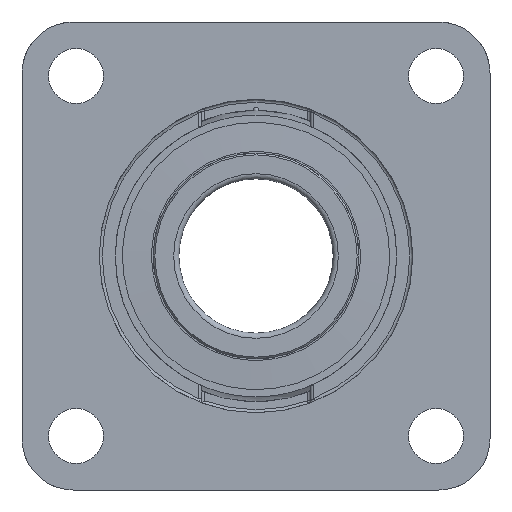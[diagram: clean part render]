
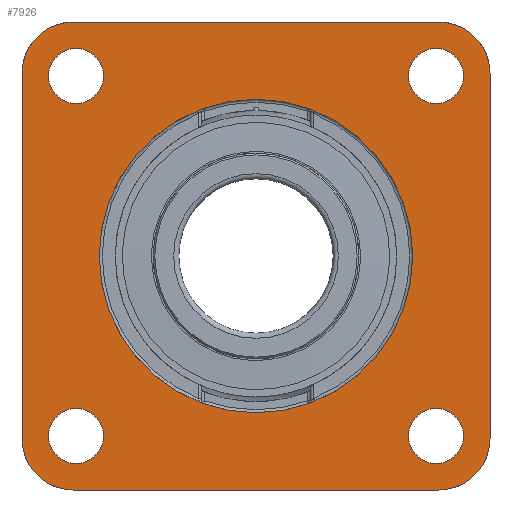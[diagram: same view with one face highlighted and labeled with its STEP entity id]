
A CAD part, left-side view. The second image highlights one B-rep face of the part: STEP entity #7926.
In plain terms, the highlighted face is planar.
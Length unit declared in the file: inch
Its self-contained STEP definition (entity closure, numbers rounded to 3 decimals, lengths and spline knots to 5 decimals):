
#3535=CARTESIAN_POINT('',(2.09646,-2.68701,0.));
#3536=VERTEX_POINT('',#3535);
#3543=CARTESIAN_POINT('',(2.68701,-2.09646,0.));
#3544=VERTEX_POINT('',#3543);
#3545=CARTESIAN_POINT('',(2.09646,-2.09646,0.));
#3546=DIRECTION('',(-0.,-0.,1.));
#3547=DIRECTION('',(1.,0.,0.));
#3548=AXIS2_PLACEMENT_3D('',#3545,#3546,#3547);
#3549=CIRCLE('',#3548,0.59055);
#3550=EDGE_CURVE('',#3536,#3544,#3549,.T.);
#5477=CARTESIAN_POINT('',(-0.,-1.8,-0.));
#5478=VERTEX_POINT('',#5477);
#5504=CARTESIAN_POINT('',(-0.,1.8,0.));
#5505=VERTEX_POINT('',#5504);
#5506=CARTESIAN_POINT('',(-0.,0.,0.));
#5507=DIRECTION('',(-0.,-0.,1.));
#5508=DIRECTION('',(-0.,1.,0.));
#5509=AXIS2_PLACEMENT_3D('',#5506,#5507,#5508);
#5510=CIRCLE('',#5509,1.8);
#5511=EDGE_CURVE('',#5505,#5478,#5510,.T.);
#5513=CARTESIAN_POINT('',(-0.,0.,0.));
#5514=DIRECTION('',(-0.,-0.,1.));
#5515=DIRECTION('',(-0.,1.,0.));
#5516=AXIS2_PLACEMENT_3D('',#5513,#5514,#5515);
#5517=CIRCLE('',#5516,1.8);
#5518=EDGE_CURVE('',#5478,#5505,#5517,.T.);
#7405=CARTESIAN_POINT('',(-2.68701,-2.09646,-0.));
#7406=VERTEX_POINT('',#7405);
#7413=CARTESIAN_POINT('',(-2.09646,-2.68701,-0.));
#7414=VERTEX_POINT('',#7413);
#7415=CARTESIAN_POINT('',(-2.09646,-2.09646,-0.));
#7416=DIRECTION('',(-0.,-0.,1.));
#7417=DIRECTION('',(1.,0.,0.));
#7418=AXIS2_PLACEMENT_3D('',#7415,#7416,#7417);
#7419=CIRCLE('',#7418,0.59055);
#7420=EDGE_CURVE('',#7406,#7414,#7419,.T.);
#7641=CARTESIAN_POINT('',(2.06693,2.38189,0.));
#7642=VERTEX_POINT('',#7641);
#7649=CARTESIAN_POINT('',(2.06693,2.06693,0.));
#7650=DIRECTION('',(-0.,-0.,1.));
#7651=DIRECTION('',(0.,-1.,-0.));
#7652=AXIS2_PLACEMENT_3D('',#7649,#7650,#7651);
#7653=CIRCLE('',#7652,0.31496);
#7654=EDGE_CURVE('',#7642,#7642,#7653,.T.);
#7684=CARTESIAN_POINT('',(2.38189,-2.06693,0.));
#7685=VERTEX_POINT('',#7684);
#7692=CARTESIAN_POINT('',(2.06693,-2.06693,0.));
#7693=DIRECTION('',(-0.,-0.,1.));
#7694=DIRECTION('',(-1.,-0.,-0.));
#7695=AXIS2_PLACEMENT_3D('',#7692,#7693,#7694);
#7696=CIRCLE('',#7695,0.31496);
#7697=EDGE_CURVE('',#7685,#7685,#7696,.T.);
#7722=CARTESIAN_POINT('',(-2.06693,-2.38189,-0.));
#7723=VERTEX_POINT('',#7722);
#7730=CARTESIAN_POINT('',(-2.06693,-2.06693,-0.));
#7731=DIRECTION('',(-0.,-0.,1.));
#7732=DIRECTION('',(-0.,1.,0.));
#7733=AXIS2_PLACEMENT_3D('',#7730,#7731,#7732);
#7734=CIRCLE('',#7733,0.31496);
#7735=EDGE_CURVE('',#7723,#7723,#7734,.T.);
#7748=CARTESIAN_POINT('',(-2.38189,2.06693,-0.));
#7749=VERTEX_POINT('',#7748);
#7756=CARTESIAN_POINT('',(-2.06693,2.06693,-0.));
#7757=DIRECTION('',(-0.,-0.,1.));
#7758=DIRECTION('',(1.,0.,0.));
#7759=AXIS2_PLACEMENT_3D('',#7756,#7757,#7758);
#7760=CIRCLE('',#7759,0.31496);
#7761=EDGE_CURVE('',#7749,#7749,#7760,.T.);
#7776=CARTESIAN_POINT('',(2.09646,-2.68701,0.));
#7777=DIRECTION('',(-1.,-0.,-0.));
#7778=VECTOR('',#7777,1.65075);
#7779=LINE('',#7776,#7778);
#7780=EDGE_CURVE('',#3536,#7414,#7779,.T.);
#7792=CARTESIAN_POINT('',(-2.68701,2.09646,-0.));
#7793=VERTEX_POINT('',#7792);
#7800=CARTESIAN_POINT('',(-2.68701,-2.09646,-0.));
#7801=DIRECTION('',(-0.,1.,0.));
#7802=VECTOR('',#7801,1.65075);
#7803=LINE('',#7800,#7802);
#7804=EDGE_CURVE('',#7406,#7793,#7803,.T.);
#7816=CARTESIAN_POINT('',(2.09646,2.68701,0.));
#7817=VERTEX_POINT('',#7816);
#7824=CARTESIAN_POINT('',(-2.09646,2.68701,-0.));
#7825=VERTEX_POINT('',#7824);
#7826=CARTESIAN_POINT('',(-2.09646,2.68701,-0.));
#7827=DIRECTION('',(1.,0.,0.));
#7828=VECTOR('',#7827,1.65075);
#7829=LINE('',#7826,#7828);
#7830=EDGE_CURVE('',#7825,#7817,#7829,.T.);
#7852=CARTESIAN_POINT('',(2.68701,2.09646,0.));
#7853=VERTEX_POINT('',#7852);
#7860=CARTESIAN_POINT('',(2.09646,2.09646,0.));
#7861=DIRECTION('',(-0.,-0.,1.));
#7862=DIRECTION('',(1.,0.,0.));
#7863=AXIS2_PLACEMENT_3D('',#7860,#7861,#7862);
#7864=CIRCLE('',#7863,0.59055);
#7865=EDGE_CURVE('',#7853,#7817,#7864,.T.);
#7879=CARTESIAN_POINT('',(2.68701,2.09646,0.));
#7880=DIRECTION('',(0.,-1.,-0.));
#7881=VECTOR('',#7880,1.65075);
#7882=LINE('',#7879,#7881);
#7883=EDGE_CURVE('',#7853,#3544,#7882,.T.);
#7889=CARTESIAN_POINT('',(-0.,0.,-0.));
#7890=DIRECTION('',(-0.,-0.,1.));
#7891=DIRECTION('',(1.,0.,0.));
#7892=AXIS2_PLACEMENT_3D('',#7889,#7890,#7891);
#7893=PLANE('',#7892);
#7894=ORIENTED_EDGE('',*,*,#5511,.T.);
#7895=ORIENTED_EDGE('',*,*,#5518,.T.);
#7896=EDGE_LOOP('',(#7894,#7895));
#7897=FACE_BOUND('',#7896,.T.);
#7898=ORIENTED_EDGE('',*,*,#7654,.T.);
#7899=EDGE_LOOP('',(#7898));
#7900=FACE_BOUND('',#7899,.T.);
#7901=ORIENTED_EDGE('',*,*,#7697,.T.);
#7902=EDGE_LOOP('',(#7901));
#7903=FACE_BOUND('',#7902,.T.);
#7904=ORIENTED_EDGE('',*,*,#7735,.T.);
#7905=EDGE_LOOP('',(#7904));
#7906=FACE_BOUND('',#7905,.T.);
#7907=ORIENTED_EDGE('',*,*,#7761,.T.);
#7908=EDGE_LOOP('',(#7907));
#7909=FACE_BOUND('',#7908,.T.);
#7910=ORIENTED_EDGE('',*,*,#7883,.T.);
#7911=ORIENTED_EDGE('',*,*,#3550,.F.);
#7912=ORIENTED_EDGE('',*,*,#7780,.T.);
#7913=ORIENTED_EDGE('',*,*,#7420,.F.);
#7914=ORIENTED_EDGE('',*,*,#7804,.T.);
#7915=CARTESIAN_POINT('',(-2.09646,2.09646,-0.));
#7916=DIRECTION('',(-0.,-0.,1.));
#7917=DIRECTION('',(1.,0.,0.));
#7918=AXIS2_PLACEMENT_3D('',#7915,#7916,#7917);
#7919=CIRCLE('',#7918,0.59055);
#7920=EDGE_CURVE('',#7825,#7793,#7919,.T.);
#7921=ORIENTED_EDGE('',*,*,#7920,.F.);
#7922=ORIENTED_EDGE('',*,*,#7830,.T.);
#7923=ORIENTED_EDGE('',*,*,#7865,.F.);
#7924=EDGE_LOOP('',(#7910,#7911,#7912,#7913,#7914,#7921,#7922,#7923));
#7925=FACE_BOUND('',#7924,.T.);
#7926=ADVANCED_FACE('',(#7897,#7900,#7903,#7906,#7909,#7925),#7893,.F.);
